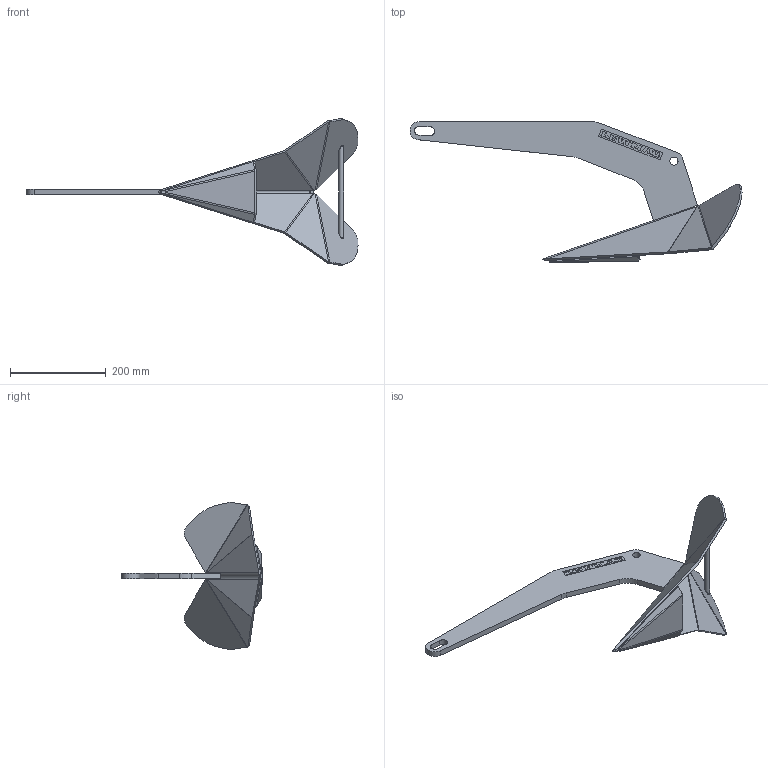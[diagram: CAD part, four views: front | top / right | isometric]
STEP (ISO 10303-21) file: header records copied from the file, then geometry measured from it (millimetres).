
FILE_DESCRIPTION((''),'2;1');
FILE_NAME('69000529_ASM','2013-01-08T',('mdance'),(''),'PRO/ENGINEER BY PARAMETRIC TECHNOLOGY CORPORATION, 2010280','PRO/ENGINEER BY PARAMETRIC TECHNOLOGY CORPORATION, 2010280','');
FILE_SCHEMA(('CONFIG_CONTROL_DESIGN'));
Length unit declared in the file: millimetre
Products named in the file (7): 65001982; 65001983; 65001985; 65001986; 65001984; BALLAST_10KG_DTX; 69000529_ASM
Assembly tree (6 placements, depth 2):
  69000529_ASM
    65001982
    65001983
    65001985
    65001986
    65001984
    BALLAST_10KG_DTX
Bounding box: 695.08 x 294.44 x 308.21 mm (x, y, z)
Volume: 1251741.1 mm3; surface area: 357430 mm2
Topology: 6 solids, 6 shells, 1311 faces, 3655 edges, 2422 vertices
Faces by surface type: plane 1245, cylinder 32, bspline 20, extrusion 14
Entity records: 42151 total; most frequent: CARTESIAN_POINT 8470, ORIENTED_EDGE 7310, DIRECTION 6207, EDGE_CURVE 3655, VECTOR 3555, LINE 3541, VERTEX_POINT 2422, EDGE_LOOP 1385
